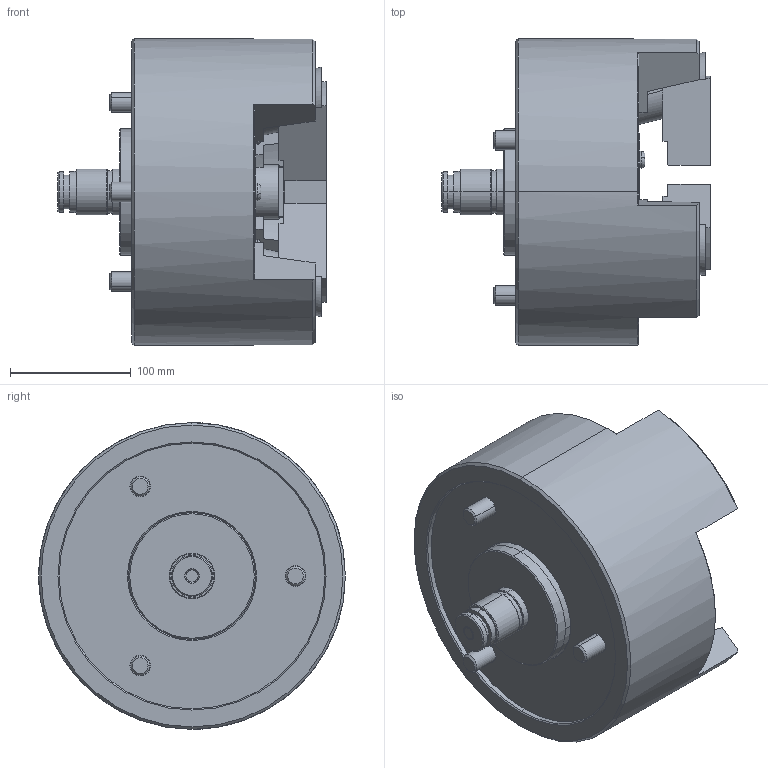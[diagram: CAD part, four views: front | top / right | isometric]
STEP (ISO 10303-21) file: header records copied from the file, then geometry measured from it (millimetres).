
FILE_DESCRIPTION (( 'STEP AP203' ), '1' );
FILE_NAME ('CF-3U-210K.STEP', '2020-01-21T09:59:22', ( 'temp' ), ( '' ), 'SwSTEP 2.0', 'SolidWorks 2016', '' );
FILE_SCHEMA (( 'CONFIG_CONTROL_DESIGN' ));
Length unit declared in the file: millimetre
Products named in the file (9): CF-3U-210-08000; 半圓頭六角孔螺栓_M8x12; CF-3U-210-03000; CF-3U-210-07000; CF-3U-210-01000; 圓頭內六角螺栓_M16x100; CF-3U-210K; 圓頭內六角螺栓_M14x35; CF-3U-210K-01000
Assembly tree (18 placements, depth 2):
  CF-3U-210K
    CF-3U-210-01000
    CF-3U-210K-01000
    CF-3U-210-03000  x3
    CF-3U-210-07000  x3
    CF-3U-210-08000
    半圓頭六角孔螺栓_M8x12  x3
    圓頭內六角螺栓_M16x100  x3
    圓頭內六角螺栓_M14x35  x3
Bounding box: 222 x 254 x 254 mm (x, y, z)
Volume: 6532239.9 mm3; surface area: 445392.1 mm2
Topology: 18 solids, 18 shells, 475 faces, 1124 edges, 697 vertices
Faces by surface type: plane 219, cylinder 128, cone 116, bspline 12
Entity records: 9057 total; most frequent: CARTESIAN_POINT 1611, DIRECTION 1402, ORIENTED_EDGE 1248, EDGE_CURVE 624, AXIS2_PLACEMENT_3D 562, VERTEX_POINT 399, EDGE_LOOP 295, CIRCLE 284
